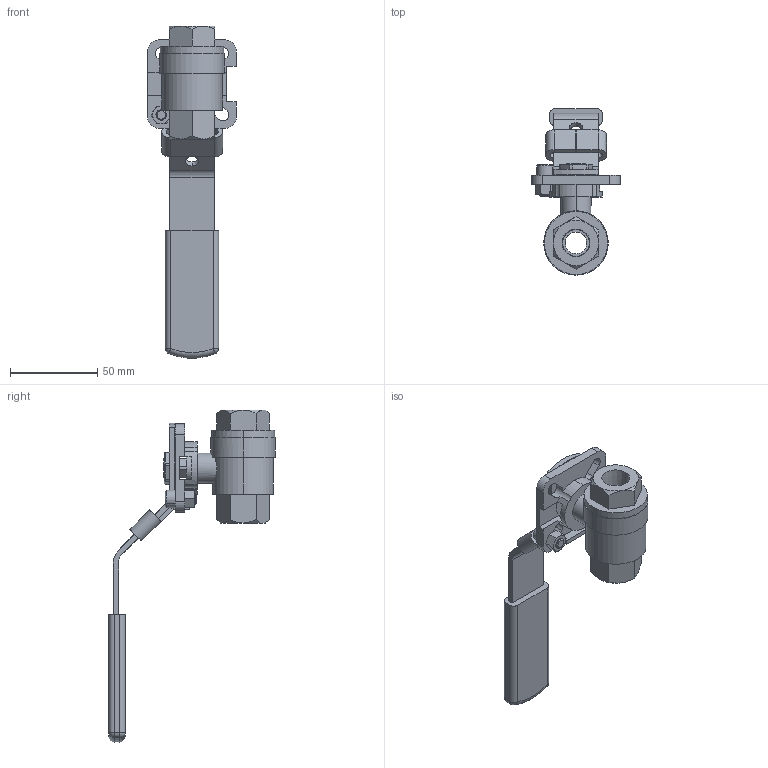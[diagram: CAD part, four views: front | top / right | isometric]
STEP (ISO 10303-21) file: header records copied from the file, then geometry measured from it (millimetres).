
FILE_DESCRIPTION (( 'STEP AP214' ), '1' );
FILE_NAME ('22-TH-0038-XXX.STEP', '2019-08-01T20:22:48', ( '' ), ( '' ), 'SwSTEP 2.0', 'SolidWorks 2019', '' );
FILE_SCHEMA (( 'AUTOMOTIVE_DESIGN' ));
Length unit declared in the file: inch
Products named in the file (8): hex nut style 2_am_B18.2.4.2M - Hex nut, Style 2,  M6 x 1 --D-N; 22558; socket head cap screw_am_B18.3.1M - 6 x 1.0 x 12 Hex SHCS -- 12NHX; 22-TH-0038-XXX; 22550; 22546; 22560; 22559
Assembly tree (7 placements, depth 2):
  22-TH-0038-XXX
    22546
    22550
    socket head cap screw_am_B18.3.1M - 6 x 1.0 x 12 Hex SHCS -- 12NHX
    hex nut style 2_am_B18.2.4.2M - Hex nut, Style 2,  M6 x 1 --D-N
    22558
    22559
    22560
Bounding box: 50.8 x 95.71 x 190.65 mm (x, y, z)
Volume: 92650.9 mm3; surface area: 39359.6 mm2
Topology: 7 solids, 7 shells, 296 faces, 725 edges, 441 vertices
Faces by surface type: plane 178, cylinder 74, cone 36, torus 4, sphere 4
Entity records: 9543 total; most frequent: CARTESIAN_POINT 1896, DIRECTION 1495, ORIENTED_EDGE 1438, EDGE_CURVE 719, AXIS2_PLACEMENT_3D 526, LINE 443, VECTOR 443, VERTEX_POINT 441
